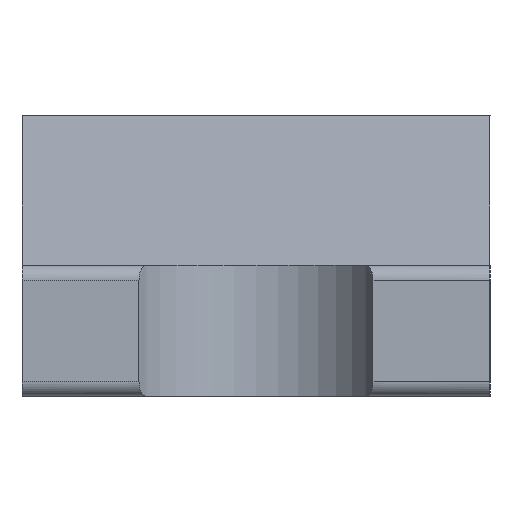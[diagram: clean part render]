
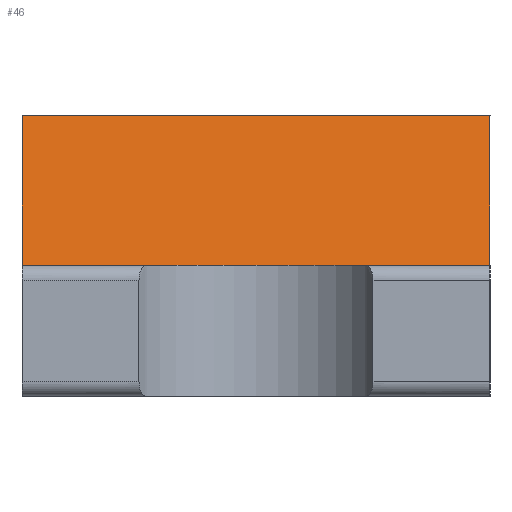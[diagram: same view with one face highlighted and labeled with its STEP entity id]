
A CAD part, left-side view. The second image highlights one B-rep face of the part: STEP entity #46.
In plain terms, the highlighted planar face has unit normal (-0.982, 0, 0.19).
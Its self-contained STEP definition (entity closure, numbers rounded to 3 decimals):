
#21=EDGE_CURVE('',#22,#24,#26,.T.);
#22=VERTEX_POINT('',#23);
#23=CARTESIAN_POINT('',(-1.53,1.25,1.5));
#24=VERTEX_POINT('',#25);
#25=CARTESIAN_POINT('',(-1.53,-1.25,1.5));
#26=LINE('',#23,#27);
#27=VECTOR('',#28,1.);
#28=DIRECTION('',(0.,-1.,0.));
#46=ADVANCED_FACE('',(#47),#67,.T.);
#47=FACE_BOUND('',#48,.T.);
#48=EDGE_LOOP('',(#49,#58,#63,#64));
#49=ORIENTED_EDGE('',*,*,#50,.F.);
#50=EDGE_CURVE('',#51,#53,#55,.T.);
#51=VERTEX_POINT('',#52);
#52=CARTESIAN_POINT('',(-1.7,-1.25,0.62));
#53=VERTEX_POINT('',#54);
#54=CARTESIAN_POINT('',(-1.7,1.25,0.62));
#55=LINE('',#52,#56);
#56=VECTOR('',#57,1.);
#57=DIRECTION('',(0.,1.,0.));
#58=ORIENTED_EDGE('',*,*,#59,.T.);
#59=EDGE_CURVE('',#51,#24,#60,.T.);
#60=LINE('',#52,#61);
#61=VECTOR('',#62,1.);
#62=DIRECTION('',(0.19,0.,0.982));
#63=ORIENTED_EDGE('',*,*,#21,.F.);
#64=ORIENTED_EDGE('',*,*,#65,.F.);
#65=EDGE_CURVE('',#53,#22,#66,.T.);
#66=LINE('',#54,#61);
#67=PLANE('',#68);
#68=AXIS2_PLACEMENT_3D('',#54,#69,#62);
#69=DIRECTION('',(-0.982,0.,0.19));
